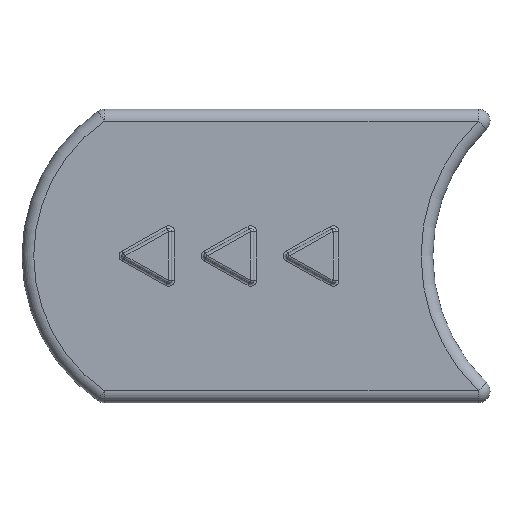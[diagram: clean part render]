
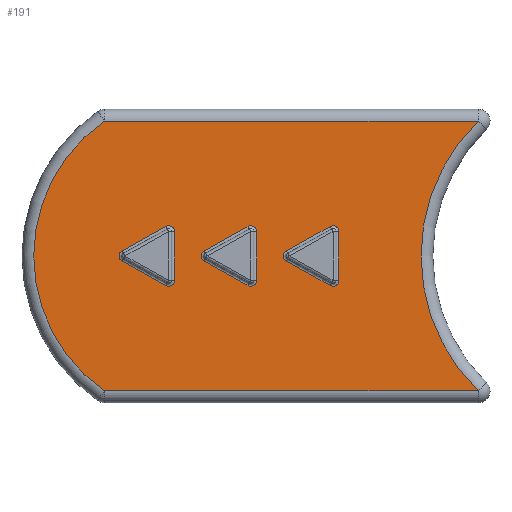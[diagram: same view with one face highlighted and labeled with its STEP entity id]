
A CAD part, top view. The second image highlights one B-rep face of the part: STEP entity #191.
In plain terms, the highlighted planar face has unit normal (0, 0, 1).
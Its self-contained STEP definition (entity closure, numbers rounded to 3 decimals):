
#191=ADVANCED_FACE('',(#300,#301,#302,#303),#281,.T.);
#281=PLANE('',#1284);
#300=FACE_BOUND('',#312,.T.);
#301=FACE_BOUND('',#313,.T.);
#302=FACE_BOUND('',#314,.T.);
#303=FACE_BOUND('',#315,.T.);
#312=EDGE_LOOP('',(#512,#513,#514,#515,#516,#517));
#313=EDGE_LOOP('',(#518,#519,#520,#521,#522,#523));
#314=EDGE_LOOP('',(#524,#525,#526,#527,#528,#529));
#315=EDGE_LOOP('',(#530,#531,#532,#533));
#410=CIRCLE('',#1273,1.);
#411=CIRCLE('',#1274,1.);
#412=CIRCLE('',#1275,1.);
#413=CIRCLE('',#1276,1.);
#414=CIRCLE('',#1277,1.);
#415=CIRCLE('',#1278,1.);
#416=CIRCLE('',#1279,1.);
#417=CIRCLE('',#1280,1.);
#418=CIRCLE('',#1281,1.);
#419=CIRCLE('',#1282,32.);
#420=CIRCLE('',#1283,28.);
#512=ORIENTED_EDGE('',*,*,#954,.T.);
#513=ORIENTED_EDGE('',*,*,#955,.T.);
#514=ORIENTED_EDGE('',*,*,#956,.T.);
#515=ORIENTED_EDGE('',*,*,#957,.T.);
#516=ORIENTED_EDGE('',*,*,#958,.T.);
#517=ORIENTED_EDGE('',*,*,#959,.T.);
#518=ORIENTED_EDGE('',*,*,#960,.T.);
#519=ORIENTED_EDGE('',*,*,#961,.T.);
#520=ORIENTED_EDGE('',*,*,#962,.T.);
#521=ORIENTED_EDGE('',*,*,#963,.T.);
#522=ORIENTED_EDGE('',*,*,#964,.T.);
#523=ORIENTED_EDGE('',*,*,#965,.T.);
#524=ORIENTED_EDGE('',*,*,#966,.T.);
#525=ORIENTED_EDGE('',*,*,#967,.T.);
#526=ORIENTED_EDGE('',*,*,#968,.T.);
#527=ORIENTED_EDGE('',*,*,#969,.T.);
#528=ORIENTED_EDGE('',*,*,#970,.T.);
#529=ORIENTED_EDGE('',*,*,#971,.T.);
#530=ORIENTED_EDGE('',*,*,#972,.T.);
#531=ORIENTED_EDGE('',*,*,#973,.T.);
#532=ORIENTED_EDGE('',*,*,#974,.T.);
#533=ORIENTED_EDGE('',*,*,#975,.T.);
#860=VERTEX_POINT('',#1925);
#861=VERTEX_POINT('',#1926);
#862=VERTEX_POINT('',#1928);
#863=VERTEX_POINT('',#1930);
#864=VERTEX_POINT('',#1932);
#865=VERTEX_POINT('',#1934);
#866=VERTEX_POINT('',#1937);
#867=VERTEX_POINT('',#1938);
#868=VERTEX_POINT('',#1940);
#869=VERTEX_POINT('',#1942);
#870=VERTEX_POINT('',#1944);
#871=VERTEX_POINT('',#1946);
#872=VERTEX_POINT('',#1949);
#873=VERTEX_POINT('',#1950);
#874=VERTEX_POINT('',#1952);
#875=VERTEX_POINT('',#1954);
#876=VERTEX_POINT('',#1956);
#877=VERTEX_POINT('',#1958);
#878=VERTEX_POINT('',#1961);
#879=VERTEX_POINT('',#1962);
#880=VERTEX_POINT('',#1964);
#881=VERTEX_POINT('',#1966);
#954=EDGE_CURVE('',#860,#861,#1128,.T.);
#955=EDGE_CURVE('',#861,#862,#410,.T.);
#956=EDGE_CURVE('',#862,#863,#1129,.T.);
#957=EDGE_CURVE('',#863,#864,#411,.T.);
#958=EDGE_CURVE('',#864,#865,#1130,.T.);
#959=EDGE_CURVE('',#865,#860,#412,.T.);
#960=EDGE_CURVE('',#866,#867,#1131,.T.);
#961=EDGE_CURVE('',#867,#868,#413,.T.);
#962=EDGE_CURVE('',#868,#869,#1132,.T.);
#963=EDGE_CURVE('',#869,#870,#414,.T.);
#964=EDGE_CURVE('',#870,#871,#1133,.T.);
#965=EDGE_CURVE('',#871,#866,#415,.T.);
#966=EDGE_CURVE('',#872,#873,#1134,.T.);
#967=EDGE_CURVE('',#873,#874,#416,.T.);
#968=EDGE_CURVE('',#874,#875,#1135,.T.);
#969=EDGE_CURVE('',#875,#876,#417,.T.);
#970=EDGE_CURVE('',#876,#877,#1136,.T.);
#971=EDGE_CURVE('',#877,#872,#418,.T.);
#972=EDGE_CURVE('',#878,#879,#1137,.T.);
#973=EDGE_CURVE('',#879,#880,#419,.T.);
#974=EDGE_CURVE('',#880,#881,#1138,.T.);
#975=EDGE_CURVE('',#881,#878,#420,.T.);
#1128=LINE('',#1924,#1200);
#1129=LINE('',#1929,#1201);
#1130=LINE('',#1933,#1202);
#1131=LINE('',#1936,#1203);
#1132=LINE('',#1941,#1204);
#1133=LINE('',#1945,#1205);
#1134=LINE('',#1948,#1206);
#1135=LINE('',#1953,#1207);
#1136=LINE('',#1957,#1208);
#1137=LINE('',#1960,#1209);
#1138=LINE('',#1965,#1210);
#1200=VECTOR('',#1467,1.);
#1201=VECTOR('',#1470,1.);
#1202=VECTOR('',#1473,1.);
#1203=VECTOR('',#1476,1.);
#1204=VECTOR('',#1479,1.);
#1205=VECTOR('',#1482,1.);
#1206=VECTOR('',#1485,1.);
#1207=VECTOR('',#1488,1.);
#1208=VECTOR('',#1491,1.);
#1209=VECTOR('',#1494,1.);
#1210=VECTOR('',#1497,1.);
#1273=AXIS2_PLACEMENT_3D('',#1927,#1468,#1469);
#1274=AXIS2_PLACEMENT_3D('',#1931,#1471,#1472);
#1275=AXIS2_PLACEMENT_3D('',#1935,#1474,#1475);
#1276=AXIS2_PLACEMENT_3D('',#1939,#1477,#1478);
#1277=AXIS2_PLACEMENT_3D('',#1943,#1480,#1481);
#1278=AXIS2_PLACEMENT_3D('',#1947,#1483,#1484);
#1279=AXIS2_PLACEMENT_3D('',#1951,#1486,#1487);
#1280=AXIS2_PLACEMENT_3D('',#1955,#1489,#1490);
#1281=AXIS2_PLACEMENT_3D('',#1959,#1492,#1493);
#1282=AXIS2_PLACEMENT_3D('',#1963,#1495,#1496);
#1283=AXIS2_PLACEMENT_3D('',#1967,#1498,#1499);
#1284=AXIS2_PLACEMENT_3D('',#1968,#1500,#1501);
#1467=DIRECTION('',(-0.874,0.486,0.));
#1468=DIRECTION('',(0.,0.,-1.));
#1469=DIRECTION('',(1.,0.,0.));
#1470=DIRECTION('',(0.874,0.486,0.));
#1471=DIRECTION('',(0.,0.,-1.));
#1472=DIRECTION('',(1.,0.,0.));
#1473=DIRECTION('',(0.,-1.,0.));
#1474=DIRECTION('',(0.,0.,-1.));
#1475=DIRECTION('',(1.,0.,0.));
#1476=DIRECTION('',(0.874,0.486,0.));
#1477=DIRECTION('',(0.,0.,-1.));
#1478=DIRECTION('',(1.,0.,0.));
#1479=DIRECTION('',(0.,-1.,0.));
#1480=DIRECTION('',(0.,0.,-1.));
#1481=DIRECTION('',(1.,0.,0.));
#1482=DIRECTION('',(-0.874,0.486,0.));
#1483=DIRECTION('',(0.,0.,-1.));
#1484=DIRECTION('',(1.,0.,0.));
#1485=DIRECTION('',(0.,-1.,0.));
#1486=DIRECTION('',(0.,0.,-1.));
#1487=DIRECTION('',(1.,0.,0.));
#1488=DIRECTION('',(-0.874,0.486,0.));
#1489=DIRECTION('',(0.,0.,-1.));
#1490=DIRECTION('',(1.,0.,0.));
#1491=DIRECTION('',(0.874,0.486,0.));
#1492=DIRECTION('',(0.,0.,-1.));
#1493=DIRECTION('',(1.,0.,0.));
#1494=DIRECTION('',(1.,0.,0.));
#1495=DIRECTION('',(0.,0.,-1.));
#1496=DIRECTION('',(1.,0.,0.));
#1497=DIRECTION('',(-1.,0.,0.));
#1498=DIRECTION('',(0.,0.,1.));
#1499=DIRECTION('',(1.,0.,0.));
#1500=DIRECTION('',(0.,0.,1.));
#1501=DIRECTION('',(1.,0.,0.));
#1924=CARTESIAN_POINT('',(33.833,-27.1,5.));
#1925=CARTESIAN_POINT('',(39.097,-30.024,5.));
#1926=CARTESIAN_POINT('',(31.627,-25.874,5.));
#1927=CARTESIAN_POINT('',(32.113,-25.,5.));
#1928=CARTESIAN_POINT('',(31.627,-24.126,5.));
#1929=CARTESIAN_POINT('',(33.833,-22.9,5.));
#1930=CARTESIAN_POINT('',(39.097,-19.976,5.));
#1931=CARTESIAN_POINT('',(39.583,-20.85,5.));
#1932=CARTESIAN_POINT('',(40.583,-20.85,5.));
#1933=CARTESIAN_POINT('',(40.583,-25.,5.));
#1934=CARTESIAN_POINT('',(40.583,-29.15,5.));
#1935=CARTESIAN_POINT('',(39.583,-29.15,5.));
#1936=CARTESIAN_POINT('',(27.23,-11.013,5.));
#1937=CARTESIAN_POINT('',(3.627,-24.126,5.));
#1938=CARTESIAN_POINT('',(11.097,-19.976,5.));
#1939=CARTESIAN_POINT('',(11.583,-20.85,5.));
#1940=CARTESIAN_POINT('',(12.583,-20.85,5.));
#1941=CARTESIAN_POINT('',(12.583,-25.,5.));
#1942=CARTESIAN_POINT('',(12.583,-29.15,5.));
#1943=CARTESIAN_POINT('',(11.583,-29.15,5.));
#1944=CARTESIAN_POINT('',(11.097,-30.024,5.));
#1945=CARTESIAN_POINT('',(27.23,-38.987,5.));
#1946=CARTESIAN_POINT('',(3.627,-25.874,5.));
#1947=CARTESIAN_POINT('',(4.113,-25.,5.));
#1948=CARTESIAN_POINT('',(26.583,-25.,5.));
#1949=CARTESIAN_POINT('',(26.583,-20.85,5.));
#1950=CARTESIAN_POINT('',(26.583,-29.15,5.));
#1951=CARTESIAN_POINT('',(25.583,-29.15,5.));
#1952=CARTESIAN_POINT('',(25.097,-30.024,5.));
#1953=CARTESIAN_POINT('',(30.532,-33.043,5.));
#1954=CARTESIAN_POINT('',(17.627,-25.874,5.));
#1955=CARTESIAN_POINT('',(18.113,-25.,5.));
#1956=CARTESIAN_POINT('',(17.627,-24.126,5.));
#1957=CARTESIAN_POINT('',(30.532,-16.957,5.));
#1958=CARTESIAN_POINT('',(25.097,-19.976,5.));
#1959=CARTESIAN_POINT('',(25.583,-20.85,5.));
#1960=CARTESIAN_POINT('',(35.,-48.,5.));
#1961=CARTESIAN_POINT('',(0.614,-48.,5.));
#1962=CARTESIAN_POINT('',(64.335,-48.,5.));
#1963=CARTESIAN_POINT('',(86.583,-25.,5.));
#1964=CARTESIAN_POINT('',(64.335,-2.,5.));
#1965=CARTESIAN_POINT('',(35.,-2.,5.));
#1966=CARTESIAN_POINT('',(0.614,-2.,5.));
#1967=CARTESIAN_POINT('',(16.583,-25.,5.));
#1968=CARTESIAN_POINT('',(35.,-25.,5.));
